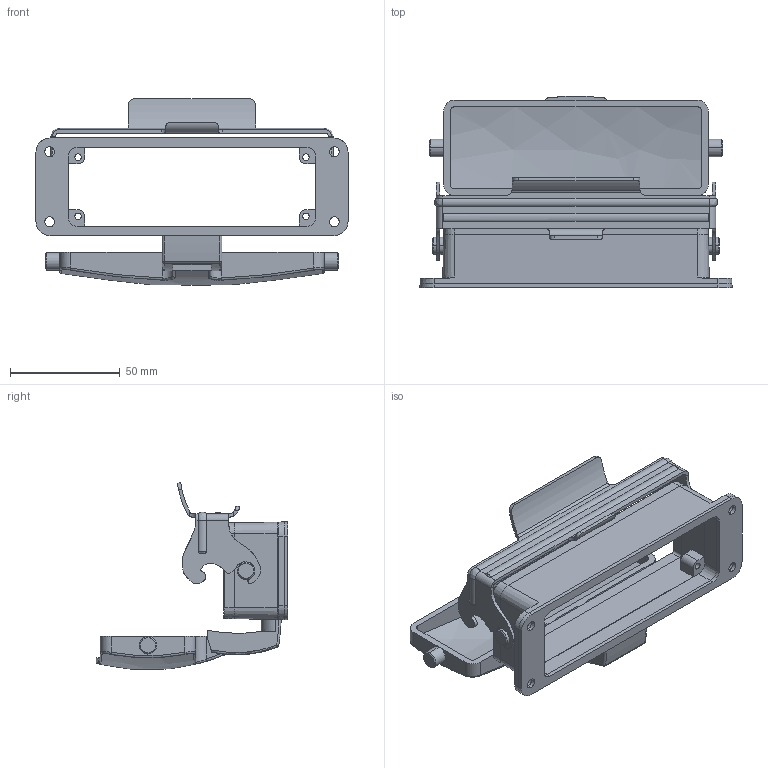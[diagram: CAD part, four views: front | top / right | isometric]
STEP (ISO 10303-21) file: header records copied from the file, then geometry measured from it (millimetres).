
FILE_DESCRIPTION (( 'STEP AP214' ), '1' );
FILE_NAME ('ZP-MC24B-2-SBHC.step', '2017-05-11T13:40:28', ( '' ), ( '' ), 'SwSTEP 2.0', 'SolidWorks 2017', '' );
FILE_SCHEMA (( 'AUTOMOTIVE_DESIGN' ));
Length unit declared in the file: millimetre
Products named in the file (1): ZP-MC24B-2-SBHC
Bounding box: 142.5 x 87.6 x 85.15 mm (x, y, z)
Volume: 83055.9 mm3; surface area: 54388 mm2
Topology: 3 solids, 3 shells, 309 faces, 771 edges, 478 vertices
Faces by surface type: plane 127, cylinder 84, cone 49, bspline 33, torus 14, sphere 2
Entity records: 14837 total; most frequent: CARTESIAN_POINT 5337, ORIENTED_EDGE 1542, DIRECTION 1435, EDGE_CURVE 771, AXIS2_PLACEMENT_3D 518, VERTEX_POINT 478, LINE 399, VECTOR 399
